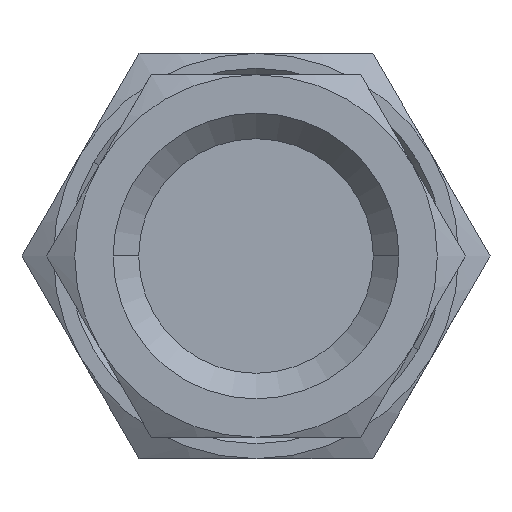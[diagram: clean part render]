
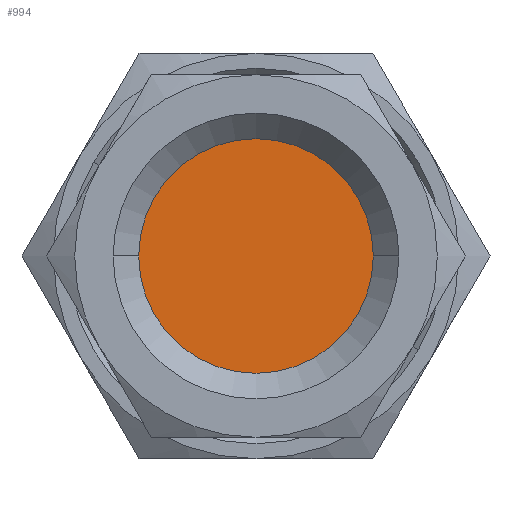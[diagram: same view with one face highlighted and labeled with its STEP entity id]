
A CAD part, front view. The second image highlights one B-rep face of the part: STEP entity #994.
In plain terms, the highlighted planar face has unit normal (0, -1, 0).
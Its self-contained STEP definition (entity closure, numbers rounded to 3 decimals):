
#226 = AXIS2_PLACEMENT_3D ( 'NONE', #1901, #1902, #1903 ) ;
#396 = EDGE_LOOP ( 'NONE', ( #1573, #1579 ) ) ;
#416 = EDGE_CURVE ( 'NONE', #2288, #2297, #2393, .T. ) ;
#468 = EDGE_CURVE ( 'NONE', #2297, #2288, #2430, .T. ) ;
#513 = AXIS2_PLACEMENT_3D ( 'NONE', #1393, #1392, #1391 ) ;
#531 = AXIS2_PLACEMENT_3D ( 'NONE', #1505, #1504, #1503 ) ;
#994 = ADVANCED_FACE ( 'NONE', ( #1093 ), #1893, .T. ) ;
#1093 = FACE_OUTER_BOUND ( 'NONE', #396, .T. ) ;
#1391 = DIRECTION ( 'NONE',  ( 1., 0., 0. ) ) ;
#1392 = DIRECTION ( 'NONE',  ( 0., -1., 0. ) ) ;
#1393 = CARTESIAN_POINT ( 'NONE',  ( 0., 1.724, 0. ) ) ;
#1503 = DIRECTION ( 'NONE',  ( 1., 0., 0. ) ) ;
#1504 = DIRECTION ( 'NONE',  ( 0., -1., 0. ) ) ;
#1505 = CARTESIAN_POINT ( 'NONE',  ( 0., 1.724, 0. ) ) ;
#1573 = ORIENTED_EDGE ( 'NONE', *, *, #468, .T. ) ;
#1579 = ORIENTED_EDGE ( 'NONE', *, *, #416, .T. ) ;
#1893 = PLANE ( 'NONE',  #226 ) ;
#1901 = CARTESIAN_POINT ( 'NONE',  ( 6.505, 1.724, 0. ) ) ;
#1902 = DIRECTION ( 'NONE',  ( 0., -1., 0. ) ) ;
#1903 = DIRECTION ( 'NONE',  ( 1., 0., 0. ) ) ;
#2160 = CARTESIAN_POINT ( 'NONE',  ( 5.5, 1.724, 0. ) ) ;
#2176 = CARTESIAN_POINT ( 'NONE',  ( -5.5, 1.724, 0. ) ) ;
#2288 = VERTEX_POINT ( 'NONE', #2176 ) ;
#2297 = VERTEX_POINT ( 'NONE', #2160 ) ;
#2393 = CIRCLE ( 'NONE', #513, 5.5 ) ;
#2430 = CIRCLE ( 'NONE', #531, 5.5 ) ;
